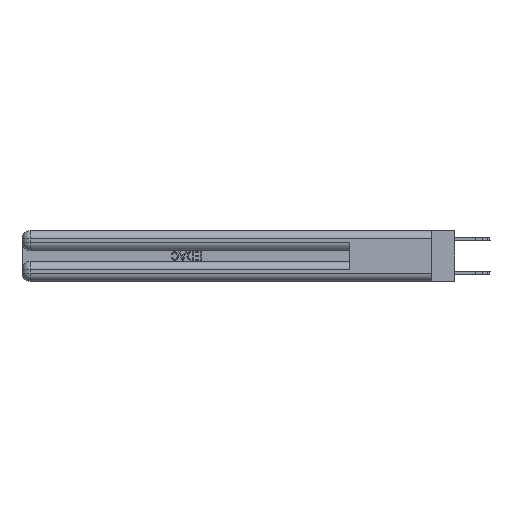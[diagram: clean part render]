
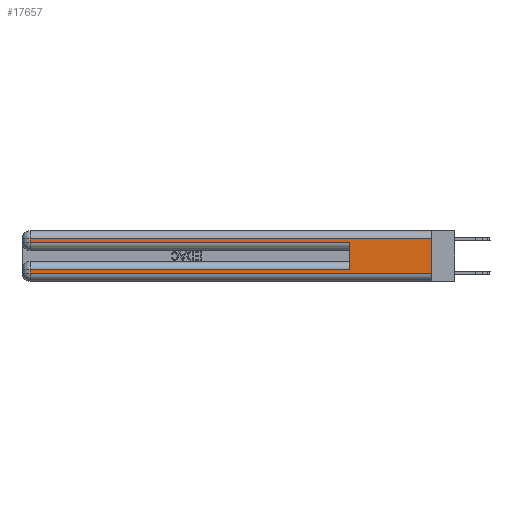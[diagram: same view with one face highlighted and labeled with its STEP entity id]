
A CAD part, left-side view. The second image highlights one B-rep face of the part: STEP entity #17657.
In plain terms, the highlighted planar face has unit normal (-1, 0, 0).
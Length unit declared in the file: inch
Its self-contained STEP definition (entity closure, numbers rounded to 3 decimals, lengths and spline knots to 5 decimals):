
#313 = CARTESIAN_POINT ( 'NONE',  ( 0., 0., 0.285 ) ) ;
#604 = LINE ( 'NONE', #18325, #9813 ) ;
#1435 = ORIENTED_EDGE ( 'NONE', *, *, #15326, .T. ) ;
#1882 = DIRECTION ( 'NONE',  ( 0., 0., -1. ) ) ;
#2996 = VECTOR ( 'NONE', #15296, 39.37008 ) ;
#3163 = DIRECTION ( 'NONE',  ( 0., -1., 0. ) ) ;
#3440 = VERTEX_POINT ( 'NONE', #18067 ) ;
#3531 = EDGE_CURVE ( 'NONE', #20366, #23409, #17940, .T. ) ;
#3961 = VECTOR ( 'NONE', #3163, 39.37008 ) ;
#5070 = DIRECTION ( 'NONE',  ( 0., -1., 0. ) ) ;
#5338 = EDGE_CURVE ( 'NONE', #3440, #7563, #604, .T. ) ;
#6655 = EDGE_CURVE ( 'NONE', #28375, #7563, #23327, .T. ) ;
#7563 = VERTEX_POINT ( 'NONE', #27706 ) ;
#7683 = VECTOR ( 'NONE', #24122, 39.37008 ) ;
#8371 = LINE ( 'NONE', #28246, #2996 ) ;
#8532 = CARTESIAN_POINT ( 'NONE',  ( 0., 0.6, 0.085 ) ) ;
#9514 = DIRECTION ( 'NONE',  ( 0., 0., -1. ) ) ;
#9813 = VECTOR ( 'NONE', #5070, 39.37008 ) ;
#9835 = CARTESIAN_POINT ( 'NONE',  ( 0., 0., 0.31 ) ) ;
#10050 = EDGE_CURVE ( 'NONE', #24779, #21674, #12818, .T. ) ;
#11341 = CARTESIAN_POINT ( 'NONE',  ( 0., 2.94, 0.085 ) ) ;
#11395 = EDGE_CURVE ( 'NONE', #20366, #19922, #14923, .T. ) ;
#11481 = CARTESIAN_POINT ( 'NONE',  ( 0., 2.94, 0.37 ) ) ;
#12153 = DIRECTION ( 'NONE',  ( 1., 0., 0. ) ) ;
#12440 = CARTESIAN_POINT ( 'NONE',  ( 0., 0., 0.37 ) ) ;
#12818 = LINE ( 'NONE', #11481, #23638 ) ;
#12999 = ORIENTED_EDGE ( 'NONE', *, *, #6655, .F. ) ;
#14204 = FACE_OUTER_BOUND ( 'NONE', #15400, .T. ) ;
#14431 = AXIS2_PLACEMENT_3D ( 'NONE', #12440, #12153, #23396 ) ;
#14923 = LINE ( 'NONE', #23544, #7683 ) ;
#15074 = VECTOR ( 'NONE', #26686, 39.37008 ) ;
#15296 = DIRECTION ( 'NONE',  ( 0., 1., 0. ) ) ;
#15326 = EDGE_CURVE ( 'NONE', #28375, #24779, #8371, .T. ) ;
#15400 = EDGE_LOOP ( 'NONE', ( #12999, #1435, #18506, #17571, #22951, #28084, #17094, #27882 ) ) ;
#15413 = VECTOR ( 'NONE', #22063, 39.37008 ) ;
#15722 = CARTESIAN_POINT ( 'NONE',  ( 0., 2.94, 0.37 ) ) ;
#17094 = ORIENTED_EDGE ( 'NONE', *, *, #20561, .T. ) ;
#17571 = ORIENTED_EDGE ( 'NONE', *, *, #25964, .T. ) ;
#17657 = ADVANCED_FACE ( 'NONE', ( #14204 ), #21094, .F. ) ;
#17742 = VECTOR ( 'NONE', #9514, 39.37008 ) ;
#17940 = LINE ( 'NONE', #22092, #15074 ) ;
#18067 = CARTESIAN_POINT ( 'NONE',  ( 0., 2.94, 0.06 ) ) ;
#18295 = LINE ( 'NONE', #313, #3961 ) ;
#18325 = CARTESIAN_POINT ( 'NONE',  ( 0., 0., 0.06 ) ) ;
#18506 = ORIENTED_EDGE ( 'NONE', *, *, #10050, .T. ) ;
#19092 = CARTESIAN_POINT ( 'NONE',  ( 0., 0.6, 0.285 ) ) ;
#19922 = VERTEX_POINT ( 'NONE', #19092 ) ;
#20328 = CARTESIAN_POINT ( 'NONE',  ( 0., 2.94, 0.285 ) ) ;
#20366 = VERTEX_POINT ( 'NONE', #8532 ) ;
#20561 = EDGE_CURVE ( 'NONE', #23409, #3440, #22190, .T. ) ;
#21094 = PLANE ( 'NONE',  #14431 ) ;
#21674 = VERTEX_POINT ( 'NONE', #20328 ) ;
#22063 = DIRECTION ( 'NONE',  ( 0., 0., -1. ) ) ;
#22092 = CARTESIAN_POINT ( 'NONE',  ( 0., 0., 0.085 ) ) ;
#22190 = LINE ( 'NONE', #15722, #15413 ) ;
#22951 = ORIENTED_EDGE ( 'NONE', *, *, #11395, .F. ) ;
#23327 = LINE ( 'NONE', #25324, #17742 ) ;
#23396 = DIRECTION ( 'NONE',  ( 0., 0., -1. ) ) ;
#23409 = VERTEX_POINT ( 'NONE', #11341 ) ;
#23544 = CARTESIAN_POINT ( 'NONE',  ( 0., 0.6, 0.145 ) ) ;
#23638 = VECTOR ( 'NONE', #1882, 39.37008 ) ;
#24122 = DIRECTION ( 'NONE',  ( 0., 0., 1. ) ) ;
#24779 = VERTEX_POINT ( 'NONE', #27184 ) ;
#25324 = CARTESIAN_POINT ( 'NONE',  ( 0., 0., 0.37 ) ) ;
#25964 = EDGE_CURVE ( 'NONE', #21674, #19922, #18295, .T. ) ;
#26686 = DIRECTION ( 'NONE',  ( 0., 1., 0. ) ) ;
#27184 = CARTESIAN_POINT ( 'NONE',  ( 0., 2.94, 0.31 ) ) ;
#27706 = CARTESIAN_POINT ( 'NONE',  ( 0., 0., 0.06 ) ) ;
#27882 = ORIENTED_EDGE ( 'NONE', *, *, #5338, .T. ) ;
#28084 = ORIENTED_EDGE ( 'NONE', *, *, #3531, .T. ) ;
#28246 = CARTESIAN_POINT ( 'NONE',  ( 0., 0., 0.31 ) ) ;
#28375 = VERTEX_POINT ( 'NONE', #9835 ) ;
